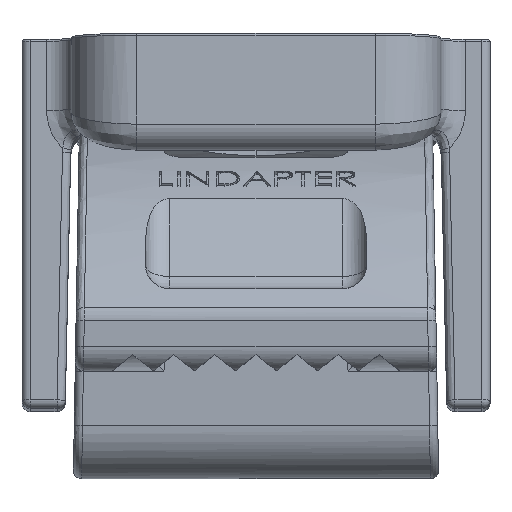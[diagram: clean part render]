
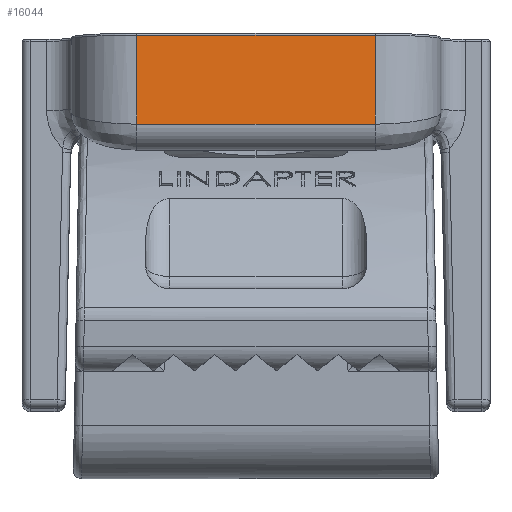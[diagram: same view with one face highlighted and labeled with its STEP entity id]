
A CAD part, top view. The second image highlights one B-rep face of the part: STEP entity #16044.
In plain terms, the highlighted face is planar.
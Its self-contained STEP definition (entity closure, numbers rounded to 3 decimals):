
#16021 = ORIENTED_EDGE ( 'NONE', *, *, #16022, .F. ) ;
#16022 = EDGE_CURVE ( 'NONE', #16023, #16102, #32576, .T. ) ;
#16023 = VERTEX_POINT ( 'NONE', #32572 ) ;
#16024 = ORIENTED_EDGE ( 'NONE', *, *, #16025, .T. ) ;
#16025 = EDGE_CURVE ( 'NONE', #16023, #16041, #32571, .T. ) ;
#16038 = VERTEX_POINT ( 'NONE', #32609 ) ;
#16040 = EDGE_CURVE ( 'NONE', #16041, #16038, #32656, .T. ) ;
#16041 = VERTEX_POINT ( 'NONE', #32652 ) ;
#16044 = ADVANCED_FACE ( 'NONE', ( #32621 ), #32650, .F. ) ;
#16045 = EDGE_LOOP ( 'NONE', ( #16099, #16100, #16021, #16024 ) ) ;
#16099 = ORIENTED_EDGE ( 'NONE', *, *, #16040, .T. ) ;
#16100 = ORIENTED_EDGE ( 'NONE', *, *, #16101, .T. ) ;
#16101 = EDGE_CURVE ( 'NONE', #16038, #16102, #32837, .T. ) ;
#16102 = VERTEX_POINT ( 'NONE', #32833 ) ;
#32568 = DIRECTION ( 'NONE',  ( -1., 0., 0. ) ) ;
#32569 = VECTOR ( 'NONE', #32568, 1000. ) ;
#32570 = CARTESIAN_POINT ( 'NONE',  ( 14.5, 11.085, 23. ) ) ;
#32571 = LINE ( 'NONE', #32570, #32569 ) ;
#32572 = CARTESIAN_POINT ( 'NONE',  ( 14.5, 11.085, 23. ) ) ;
#32573 = DIRECTION ( 'NONE',  ( 0., -1., 0. ) ) ;
#32574 = VECTOR ( 'NONE', #32573, 1000. ) ;
#32575 = CARTESIAN_POINT ( 'NONE',  ( 14.5, 20., 23. ) ) ;
#32576 = LINE ( 'NONE', #32575, #32574 ) ;
#32609 = CARTESIAN_POINT ( 'NONE',  ( -14.5, 0.25, 23. ) ) ;
#32621 = FACE_OUTER_BOUND ( 'NONE', #16045, .T. ) ;
#32642 = DIRECTION ( 'NONE',  ( -1., 0., 0. ) ) ;
#32643 = DIRECTION ( 'NONE',  ( 0., 0., -1. ) ) ;
#32644 = CARTESIAN_POINT ( 'NONE',  ( 14.5, 20., 23. ) ) ;
#32645 = AXIS2_PLACEMENT_3D ( 'NONE', #32644, #32643, #32642 ) ;
#32650 = PLANE ( 'NONE',  #32645 ) ;
#32652 = CARTESIAN_POINT ( 'NONE',  ( -14.5, 11.085, 23. ) ) ;
#32653 = DIRECTION ( 'NONE',  ( 0., -1., 0. ) ) ;
#32654 = VECTOR ( 'NONE', #32653, 1000. ) ;
#32655 = CARTESIAN_POINT ( 'NONE',  ( -14.5, 20., 23. ) ) ;
#32656 = LINE ( 'NONE', #32655, #32654 ) ;
#32833 = CARTESIAN_POINT ( 'NONE',  ( 14.5, 0.25, 23. ) ) ;
#32834 = DIRECTION ( 'NONE',  ( 1., 0., 0. ) ) ;
#32835 = VECTOR ( 'NONE', #32834, 1000. ) ;
#32836 = CARTESIAN_POINT ( 'NONE',  ( 14.5, 0.25, 23. ) ) ;
#32837 = LINE ( 'NONE', #32836, #32835 ) ;
